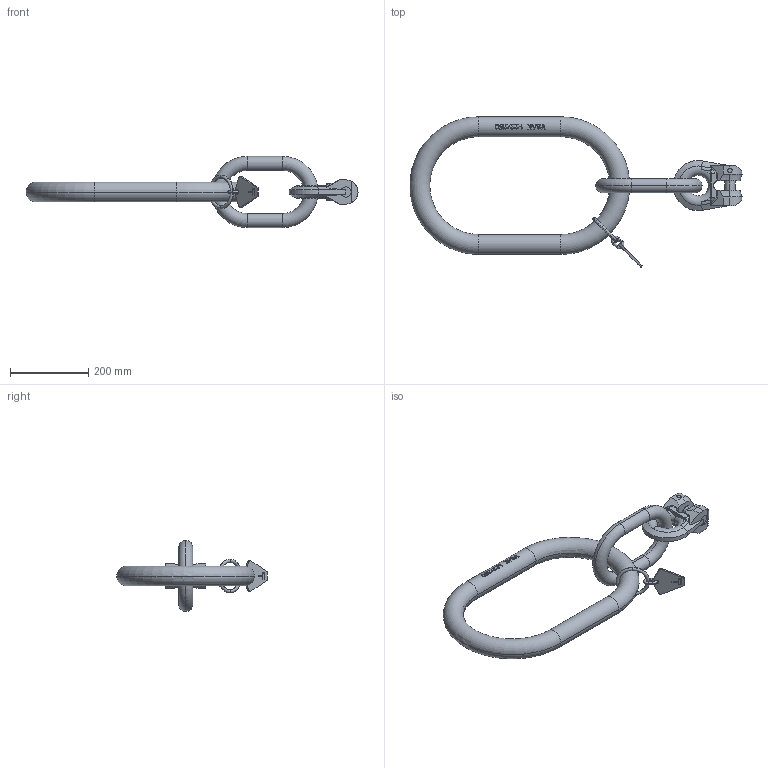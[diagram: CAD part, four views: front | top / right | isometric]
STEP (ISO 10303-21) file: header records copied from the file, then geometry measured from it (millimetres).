
FILE_DESCRIPTION((''),'2;1');
FILE_NAME('001-M31566-P-24_ASM','2004-10-20T',('Haas'),(''),'PRO/ENGINEER BY PARAMETRIC TECHNOLOGY CORPORATION, 2003450','PRO/ENGINEER BY PARAMETRIC TECHNOLOGY CORPORATION, 2003450','');
FILE_SCHEMA(('CONFIG_CONTROL_DESIGN'));
Length unit declared in the file: millimetre
Products named in the file (8): 001-M31566-P-24_AF0; 001-M31132-P-7; 001-M31494-P-1; 001-M31128-V04; 001-M31161-P-1; 001-M31129-P-2; 001-M31161-P-1_ASM; 001-M31566-P-24_ASM
Assembly tree (7 placements, depth 3):
  001-M31566-P-24_ASM
    001-M31566-P-24_AF0
    001-M31132-P-7
    001-M31494-P-1
    001-M31128-V04
    001-M31161-P-1_ASM
      001-M31161-P-1
      001-M31129-P-2
Bounding box: 848.56 x 384.6 x 182 mm (x, y, z)
Volume: 3992073.6 mm3; surface area: 366122.6 mm2
Topology: 6 solids, 6 shells, 468 faces, 1263 edges, 816 vertices
Faces by surface type: plane 363, cylinder 67, torus 20, bspline 12, sphere 4, cone 2
Entity records: 15559 total; most frequent: CARTESIAN_POINT 4036, ORIENTED_EDGE 2526, DIRECTION 2105, EDGE_CURVE 1263, VECTOR 835, LINE 835, VERTEX_POINT 816, AXIS2_PLACEMENT_3D 635
